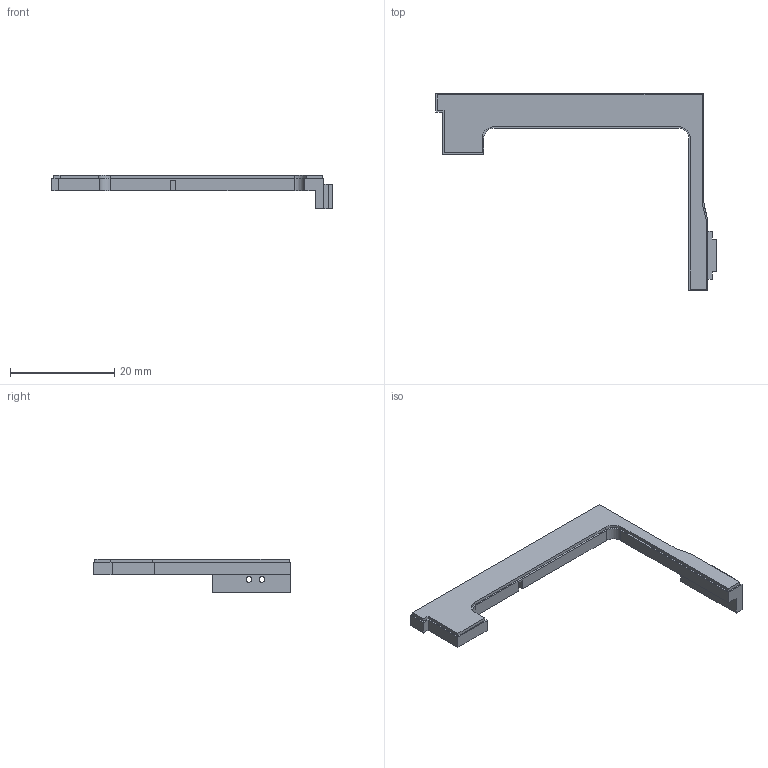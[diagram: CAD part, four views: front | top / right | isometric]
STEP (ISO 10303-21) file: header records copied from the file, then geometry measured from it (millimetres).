
FILE_DESCRIPTION(/* description */ (''),/* implementation_level */ '2;1');
FILE_NAME(/* name */ 'cptibp8-enclosure-spacer.step',/* time_stamp */ '2024-03-19T11:27:59+11:00',/* author */ (''),/* organization */ (''),/* preprocessor_version */ 'ST-DEVELOPER v20',/* originating_system */ 'Autodesk Translation Framework v12.20.1.177',/* authorisation */ '');
FILE_SCHEMA (('AUTOMOTIVE_DESIGN { 1 0 10303 214 3 1 1 }'));
Length unit declared in the file: millimetre
Products named in the file (2): ti-bp8; Component2
Assembly tree (1 placements, depth 2):
  ti-bp8
    Component2
Bounding box: 53.8 x 37.83 x 6.5 mm (x, y, z)
Volume: 1143.2 mm3; surface area: 1925.8 mm2
Topology: 1 solids, 1 shells, 57 faces, 162 edges, 108 vertices
Faces by surface type: plane 48, cylinder 9
Full cylindrical faces by diameter (mm): 1.1 x2
Entity records: 1895 total; most frequent: CARTESIAN_POINT 330, ORIENTED_EDGE 324, DIRECTION 300, EDGE_CURVE 162, LINE 144, VECTOR 144, VERTEX_POINT 108, AXIS2_PLACEMENT_3D 78
